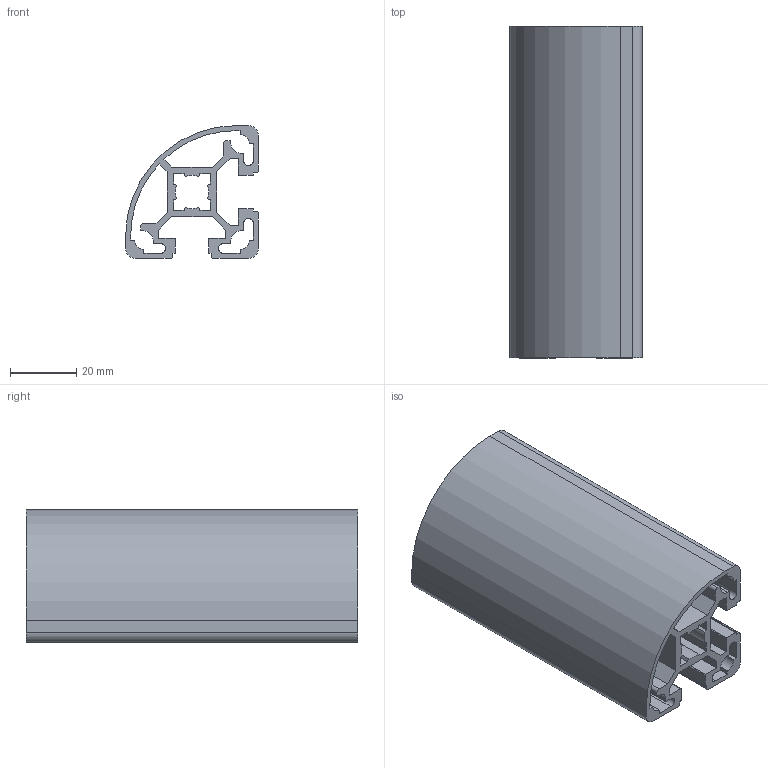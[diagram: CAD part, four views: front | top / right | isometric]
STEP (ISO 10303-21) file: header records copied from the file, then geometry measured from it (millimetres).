
FILE_DESCRIPTION( ( 'Unknown' ), '1' );
FILE_NAME( '6111295', 'Unknown', ( 'Unknown' ), ( 'JUGARD+KÜNSTNER GmbH' ), 'XStep 1.0', 'Unknown', ' ' );
FILE_SCHEMA( ( 'automotive_design' ) );
Length unit declared in the file: millimetre
Products named in the file (1): 1
Bounding box: 40 x 100 x 40 mm (x, y, z)
Volume: 47501.9 mm3; surface area: 47064.3 mm2
Topology: 1 solids, 1 shells, 118 faces, 348 edges, 232 vertices
Faces by surface type: plane 82, cylinder 36
Entity records: 4900 total; most frequent: CARTESIAN_POINT 699, ORIENTED_EDGE 696, DIRECTION 658, EDGE_CURVE 348, LINE 276, VECTOR 276, VERTEX_POINT 232, AXIS2_PLACEMENT_3D 191
